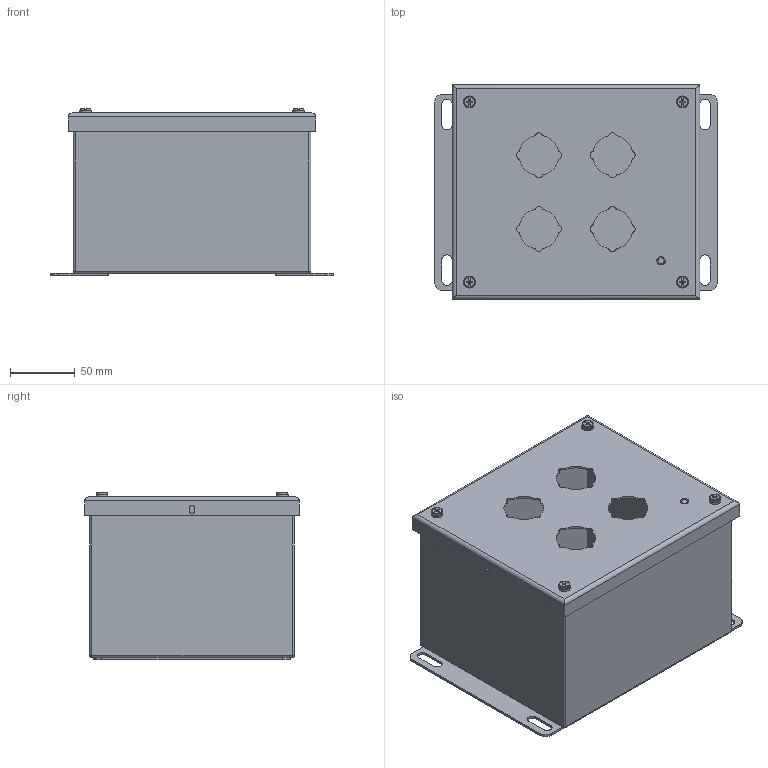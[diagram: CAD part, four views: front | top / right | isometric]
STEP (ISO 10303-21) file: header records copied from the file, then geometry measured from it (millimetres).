
FILE_DESCRIPTION (( 'STEP AP214' ), '1' );
FILE_NAME ('SCE-4SPBX-RAL1018.STEP', '2021-08-11T18:01:12', ( '' ), ( '' ), 'SwSTEP 2.0', 'SolidWorks 2021', '' );
FILE_SCHEMA (( 'AUTOMOTIVE_DESIGN' ));
Length unit declared in the file: inch
Products named in the file (1): SCE-4SPBX-RAL1018
Bounding box: 219.07 x 166.62 x 130.14 mm (x, y, z)
Volume: 274590.1 mm3; surface area: 357680.7 mm2
Topology: 19 solids, 19 shells, 571 faces, 1452 edges, 860 vertices
Faces by surface type: plane 205, cylinder 204, bspline 128, cone 18, sphere 16
Full cylindrical faces by diameter (mm): 3.708 x4, 4.775 x5, 4.826 x5, 5.588 x4, 6.35 x4, 6.36 x4, 6.502 x1, 6.604 x4, 6.858 x4, 7.112 x1, 7.417 x8, 8.052 x4, 8.484 x4, 8.636 x4, 9.195 x4, 11.092 x4
Entity records: 27097 total; most frequent: CARTESIAN_POINT 7438, ORIENTED_EDGE 2376, DIRECTION 2354, EDGE_CURVE 1188, AXIS2_PLACEMENT_3D 906, VERTEX_POINT 798, EDGE_LOOP 752, FACE_OUTER_BOUND 667
